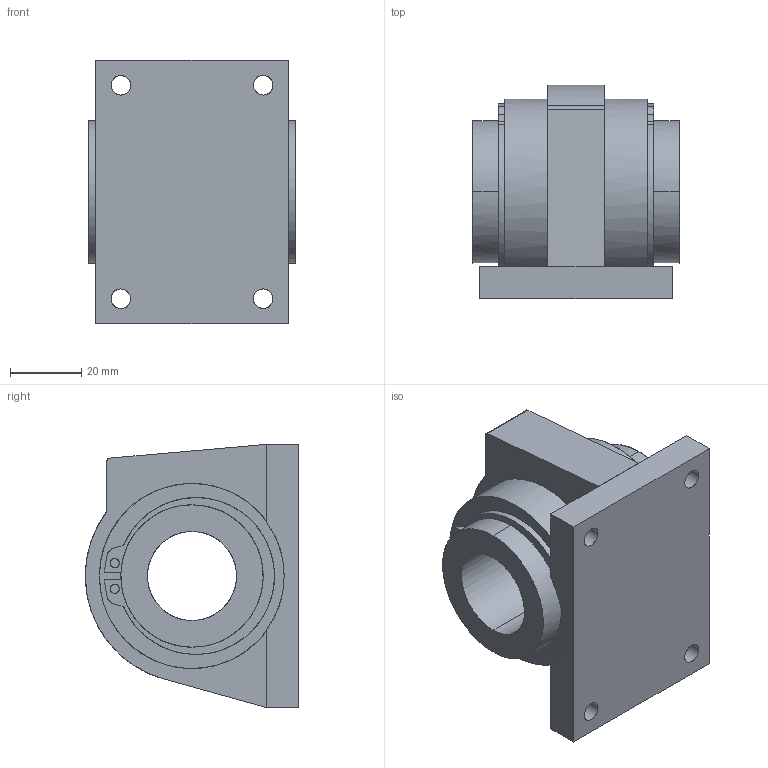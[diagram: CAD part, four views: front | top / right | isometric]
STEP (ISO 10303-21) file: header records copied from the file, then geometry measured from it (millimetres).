
FILE_DESCRIPTION ((), '1');
FILE_NAME ('LE65-225.stp', '2018-12-13T12:43:34', ('Unknown'), ('Unknown'), 'HarmonyWare STEP v2.0.5', 'Vectorworks', '');
FILE_SCHEMA (('CONFIG_CONTROL_DESIGN'));
Length unit declared in the file: millimetre
Products named in the file (78): NONE
Assembly tree (77 placements, depth 2):
  NONE
    NONE
    NONE
    NONE
    NONE
    NONE
    NONE
    NONE
    NONE
    NONE
    NONE
    NONE
    NONE
    NONE
    NONE
    NONE
    NONE
    NONE
    NONE
    NONE
    NONE
    NONE
    NONE
    NONE
    NONE
    NONE
    NONE
    NONE
    NONE
    NONE
    NONE
    NONE
    NONE
    NONE
    NONE
    NONE
    NONE
    NONE
    NONE
    NONE
    NONE
    NONE
    NONE
    NONE
    NONE
    NONE
    NONE
    NONE
    NONE
    NONE
    NONE
    NONE
    NONE
    NONE
    NONE
    NONE
    NONE
    NONE
    NONE
    NONE
Bounding box: 58 x 60 x 74 mm (x, y, z)
Surface area: 27719.6 mm2 (no closed solid volume)
Topology: 0 solids, 77 shells, 77 faces, 438 edges, 438 vertices
Faces by surface type: bspline 77
Entity records: 16679 total; most frequent: CARTESIAN_POINT 4630, PERSON 778, ORGANIZATION 778, PERSON_AND_ORGANIZATION 778, CALENDAR_DATE 544, COORDINATED_UNIVERSAL_TIME_OFFSET 544, LOCAL_TIME 544, DATE_AND_TIME 544
